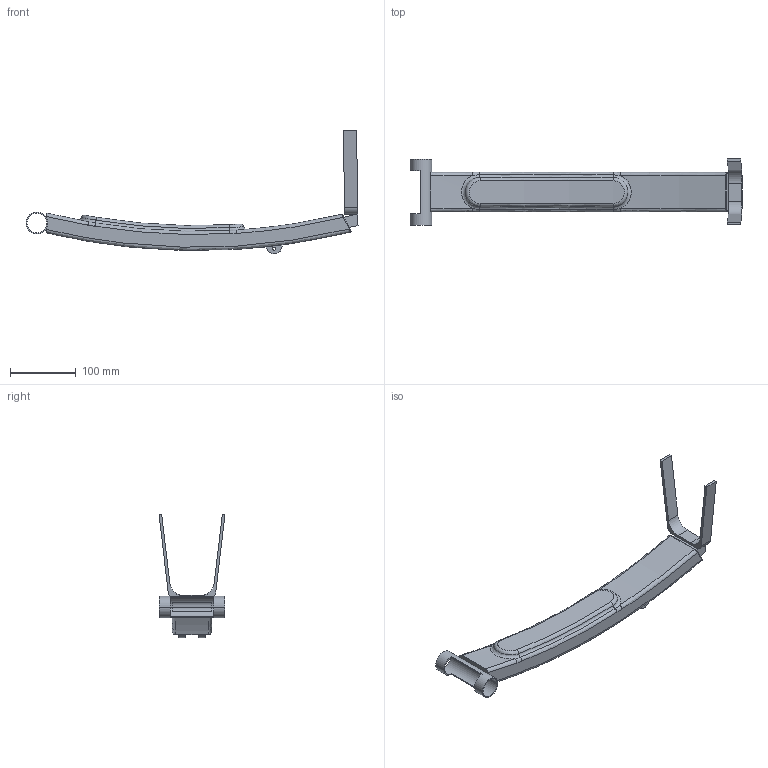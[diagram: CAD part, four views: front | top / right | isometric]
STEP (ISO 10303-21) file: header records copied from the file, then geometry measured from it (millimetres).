
FILE_DESCRIPTION (( 'STEP AP214' ), '1' );
FILE_NAME ('InferiorTotal.STEP', '2025-01-24T00:32:09', ( '' ), ( '' ), 'SwSTEP 2.0', 'SolidWorks 2024', '' );
FILE_SCHEMA (( 'AUTOMOTIVE_DESIGN' ));
Length unit declared in the file: millimetre
Products named in the file (3): InferiorTotal; Inferior.step; Inferior_Pie.step
Assembly tree (2 placements, depth 2):
  InferiorTotal
    Inferior.step
    Inferior_Pie.step
Bounding box: 503.2 x 100 x 187.38 mm (x, y, z)
Volume: 446896.2 mm3; surface area: 185484.9 mm2
Topology: 3 solids, 3 shells, 89 faces, 226 edges, 144 vertices
Faces by surface type: bspline 36, plane 35, cylinder 18
Entity records: 6556 total; most frequent: CARTESIAN_POINT 4568, ORIENTED_EDGE 452, DIRECTION 286, EDGE_CURVE 226, VERTEX_POINT 144, AXIS2_PLACEMENT_3D 99, EDGE_LOOP 98, B_SPLINE_CURVE_WITH_KNOTS 97
